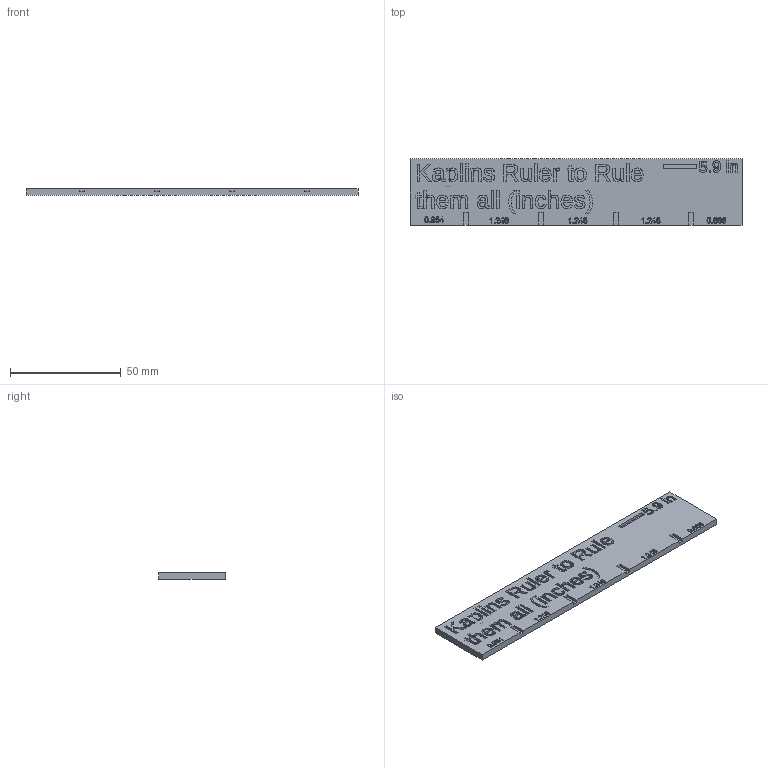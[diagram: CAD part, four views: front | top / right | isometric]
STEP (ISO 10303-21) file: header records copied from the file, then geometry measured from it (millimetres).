
FILE_DESCRIPTION(/* description */ (''),/* implementation_level */ '2;1');
FILE_NAME(/* name */ 'brghtgandhbgandhgfanjdt.step',/* time_stamp */ '2025-12-18T20:15:10-05:00',/* author */ (''),/* organization */ (''),/* preprocessor_version */ 'ST-DEVELOPER v20.1',/* originating_system */ 'Autodesk Translation Framework v14.21.0.0',/* authorisation */ '');
FILE_SCHEMA (('AUTOMOTIVE_DESIGN { 1 0 10303 214 3 1 1 }'));
Products named in the file (1): brghtgandhbgandhgfanjdt
Bounding box: 150 x 30 x 3 mm (x, y, z)
Volume: 12683.6 mm3; surface area: 11855.8 mm2
Topology: 1 solids, 1 shells, 1224 faces, 3437 edges, 2282 vertices
Faces by surface type: bspline 748, plane 476
Entity records: 45680 total; most frequent: CARTESIAN_POINT 19576, ORIENTED_EDGE 6762, EDGE_CURVE 3381, DIRECTION 2839, VERTEX_POINT 2254, LINE 1885, VECTOR 1885, B_SPLINE_CURVE_WITH_KNOTS 1496
